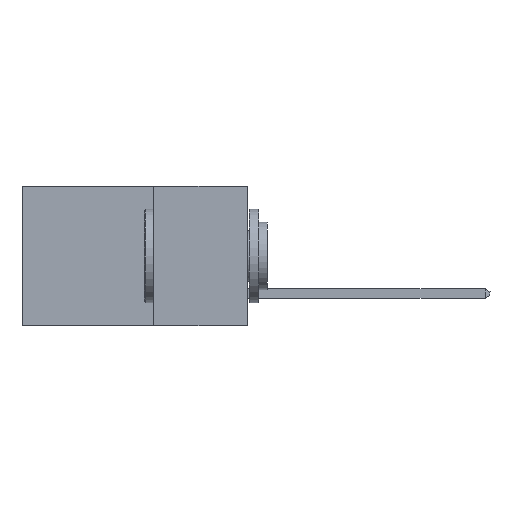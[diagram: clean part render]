
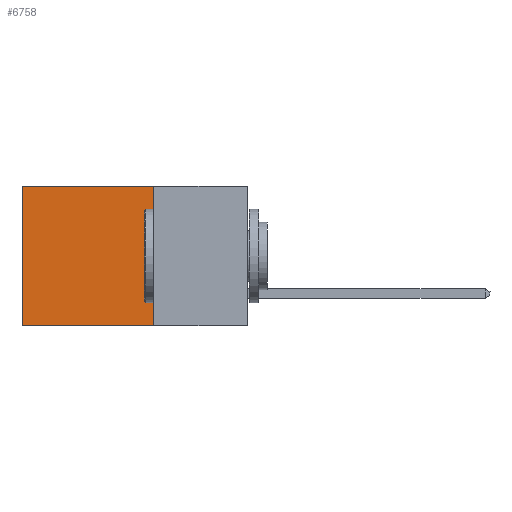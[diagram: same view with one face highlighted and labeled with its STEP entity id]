
A CAD part, left-side view. The second image highlights one B-rep face of the part: STEP entity #6758.
In plain terms, the highlighted planar face has unit normal (-1, 0, 0).
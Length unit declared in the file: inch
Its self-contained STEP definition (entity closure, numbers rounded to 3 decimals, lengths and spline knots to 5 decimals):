
#130 = PLANE ( 'NONE',  #6342 ) ;
#213 = CARTESIAN_POINT ( 'NONE',  ( 0.2615, 0.25, -0.37 ) ) ;
#574 = LINE ( 'NONE', #5011, #7941 ) ;
#595 = ORIENTED_EDGE ( 'NONE', *, *, #5762, .T. ) ;
#669 = CARTESIAN_POINT ( 'NONE',  ( 0.2615, 0.6, -0.37 ) ) ;
#885 = CARTESIAN_POINT ( 'NONE',  ( 0.2615, 0.25, -0.37 ) ) ;
#1204 = VECTOR ( 'NONE', #6511, 39.37008 ) ;
#1237 = DIRECTION ( 'NONE',  ( 0., 1., 0. ) ) ;
#1268 = CARTESIAN_POINT ( 'NONE',  ( 0.2615, 0.25, -0.37 ) ) ;
#1449 = ORIENTED_EDGE ( 'NONE', *, *, #9654, .F. ) ;
#1868 = CARTESIAN_POINT ( 'NONE',  ( 0.2615, 0.25, -0.37 ) ) ;
#2404 = LINE ( 'NONE', #669, #8279 ) ;
#3225 = DIRECTION ( 'NONE',  ( 1., 0., 0. ) ) ;
#3768 = DIRECTION ( 'NONE',  ( 0., 0., -1. ) ) ;
#3778 = DIRECTION ( 'NONE',  ( 0., 0., -1. ) ) ;
#4544 = CARTESIAN_POINT ( 'NONE',  ( 0.2615, 0.6, 0. ) ) ;
#4879 = CARTESIAN_POINT ( 'NONE',  ( 0.2615, 0.6, -0.37 ) ) ;
#5011 = CARTESIAN_POINT ( 'NONE',  ( 0.2615, 0.25, 0. ) ) ;
#5221 = ORIENTED_EDGE ( 'NONE', *, *, #6562, .F. ) ;
#5565 = CARTESIAN_POINT ( 'NONE',  ( 0.2615, 0.25, 0. ) ) ;
#5762 = EDGE_CURVE ( 'NONE', #9478, #6307, #574, .T. ) ;
#6025 = VERTEX_POINT ( 'NONE', #213 ) ;
#6132 = FACE_OUTER_BOUND ( 'NONE', #7231, .T. ) ;
#6307 = VERTEX_POINT ( 'NONE', #4544 ) ;
#6342 = AXIS2_PLACEMENT_3D ( 'NONE', #885, #3225, #3778 ) ;
#6511 = DIRECTION ( 'NONE',  ( 0., 0., -1. ) ) ;
#6562 = EDGE_CURVE ( 'NONE', #6025, #8193, #8749, .T. ) ;
#6609 = ORIENTED_EDGE ( 'NONE', *, *, #7238, .T. ) ;
#6758 = ADVANCED_FACE ( 'NONE', ( #6132 ), #130, .F. ) ;
#7231 = EDGE_LOOP ( 'NONE', ( #6609, #5221, #1449, #595 ) ) ;
#7238 = EDGE_CURVE ( 'NONE', #6307, #8193, #2404, .T. ) ;
#7248 = DIRECTION ( 'NONE',  ( 0., 1., 0. ) ) ;
#7941 = VECTOR ( 'NONE', #1237, 39.37008 ) ;
#8115 = VECTOR ( 'NONE', #7248, 39.37008 ) ;
#8193 = VERTEX_POINT ( 'NONE', #4879 ) ;
#8279 = VECTOR ( 'NONE', #3768, 39.37008 ) ;
#8749 = LINE ( 'NONE', #1868, #8115 ) ;
#9478 = VERTEX_POINT ( 'NONE', #5565 ) ;
#9527 = LINE ( 'NONE', #1268, #1204 ) ;
#9654 = EDGE_CURVE ( 'NONE', #9478, #6025, #9527, .T. ) ;
